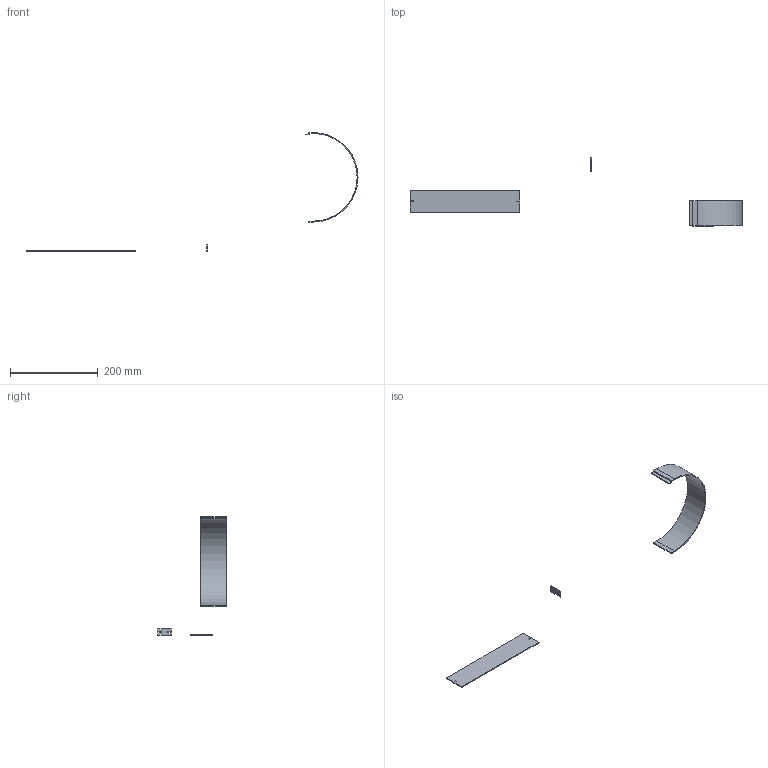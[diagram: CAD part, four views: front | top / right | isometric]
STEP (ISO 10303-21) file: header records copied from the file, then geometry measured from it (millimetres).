
FILE_DESCRIPTION(/* description */ (''),/* implementation_level */ '2;1');
FILE_NAME(/* name */ '5f8d6ea63a27e31652aa4fbc',/* time_stamp */ '2020-10-19T10:47:04+00:00',/* author */ (''),/* organization */ (''),/* preprocessor_version */ 'ST-DEVELOPER v16.7',/* originating_system */ $,/* authorisation */ $);
FILE_SCHEMA (('AUTOMOTIVE_DESIGN {1 0 10303 214 3 1 1}'));
Length unit declared in the file: metre
Products named in the file (4): Part 2; Part 3; Part 4; Part 1
Bounding box: 757.19 x 155.21 x 271.09 mm (x, y, z)
Volume: 65175.8 mm3; surface area: 68512.1 mm2
Topology: 4 solids, 4 shells, 48 faces, 112 edges, 72 vertices
Faces by surface type: plane 46, cylinder 2
Entity records: 1444 total; most frequent: CARTESIAN_POINT 236, ORIENTED_EDGE 224, DIRECTION 220, EDGE_CURVE 112, LINE 108, VECTOR 108, VERTEX_POINT 72, AXIS2_PLACEMENT_3D 56
